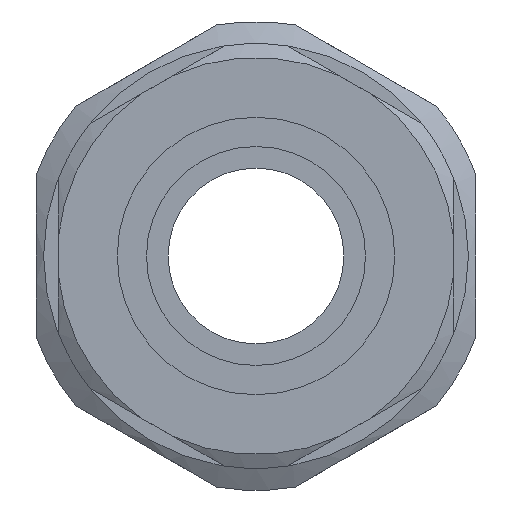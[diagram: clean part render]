
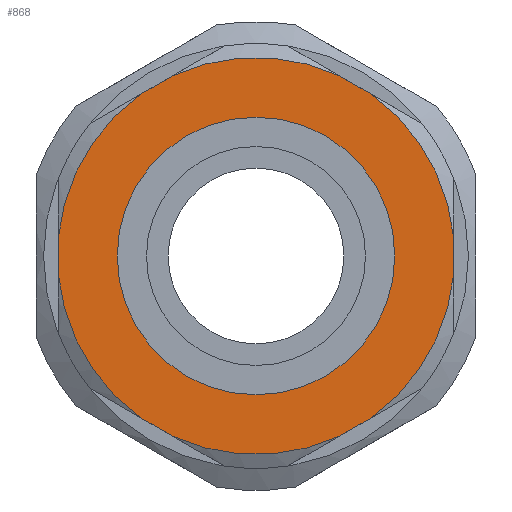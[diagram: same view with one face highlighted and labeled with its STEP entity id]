
A CAD part, front view. The second image highlights one B-rep face of the part: STEP entity #868.
In plain terms, the highlighted planar face has unit normal (0, -1, 0).
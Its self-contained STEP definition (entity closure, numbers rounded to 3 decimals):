
#116=FACE_BOUND('',#200,.T.);
#123=PLANE('',#955);
#145=FACE_OUTER_BOUND('',#199,.T.);
#199=EDGE_LOOP('',(#611,#612,#613,#614,#615,#616,#617,#618,#619,#620,#621,
#622));
#200=EDGE_LOOP('',(#623));
#254=LINE('',#1327,#293);
#255=LINE('',#1331,#294);
#256=LINE('',#1335,#295);
#257=LINE('',#1339,#296);
#258=LINE('',#1343,#297);
#259=LINE('',#1347,#298);
#293=VECTOR('',#1083,10.);
#294=VECTOR('',#1086,10.);
#295=VECTOR('',#1089,10.);
#296=VECTOR('',#1092,10.);
#297=VECTOR('',#1095,10.);
#298=VECTOR('',#1098,10.);
#341=CIRCLE('',#956,13.554);
#342=CIRCLE('',#957,13.554);
#343=CIRCLE('',#958,13.554);
#344=CIRCLE('',#959,13.554);
#345=CIRCLE('',#960,13.554);
#346=CIRCLE('',#961,13.554);
#347=CIRCLE('',#962,9.475);
#393=VERTEX_POINT('',#1325);
#394=VERTEX_POINT('',#1326);
#395=VERTEX_POINT('',#1328);
#396=VERTEX_POINT('',#1330);
#397=VERTEX_POINT('',#1332);
#398=VERTEX_POINT('',#1334);
#399=VERTEX_POINT('',#1336);
#400=VERTEX_POINT('',#1338);
#401=VERTEX_POINT('',#1340);
#402=VERTEX_POINT('',#1342);
#403=VERTEX_POINT('',#1344);
#404=VERTEX_POINT('',#1346);
#405=VERTEX_POINT('',#1349);
#478=EDGE_CURVE('',#393,#394,#254,.T.);
#479=EDGE_CURVE('',#395,#394,#341,.T.);
#480=EDGE_CURVE('',#395,#396,#255,.T.);
#481=EDGE_CURVE('',#397,#396,#342,.T.);
#482=EDGE_CURVE('',#397,#398,#256,.T.);
#483=EDGE_CURVE('',#399,#398,#343,.T.);
#484=EDGE_CURVE('',#399,#400,#257,.T.);
#485=EDGE_CURVE('',#401,#400,#344,.T.);
#486=EDGE_CURVE('',#401,#402,#258,.T.);
#487=EDGE_CURVE('',#403,#402,#345,.T.);
#488=EDGE_CURVE('',#403,#404,#259,.T.);
#489=EDGE_CURVE('',#393,#404,#346,.T.);
#490=EDGE_CURVE('',#405,#405,#347,.T.);
#611=ORIENTED_EDGE('',*,*,#478,.T.);
#612=ORIENTED_EDGE('',*,*,#479,.F.);
#613=ORIENTED_EDGE('',*,*,#480,.T.);
#614=ORIENTED_EDGE('',*,*,#481,.F.);
#615=ORIENTED_EDGE('',*,*,#482,.T.);
#616=ORIENTED_EDGE('',*,*,#483,.F.);
#617=ORIENTED_EDGE('',*,*,#484,.T.);
#618=ORIENTED_EDGE('',*,*,#485,.F.);
#619=ORIENTED_EDGE('',*,*,#486,.T.);
#620=ORIENTED_EDGE('',*,*,#487,.F.);
#621=ORIENTED_EDGE('',*,*,#488,.T.);
#622=ORIENTED_EDGE('',*,*,#489,.F.);
#623=ORIENTED_EDGE('',*,*,#490,.F.);
#868=ADVANCED_FACE('',(#145,#116),#123,.T.);
#955=AXIS2_PLACEMENT_3D('',#1324,#1081,#1082);
#956=AXIS2_PLACEMENT_3D('',#1329,#1084,#1085);
#957=AXIS2_PLACEMENT_3D('',#1333,#1087,#1088);
#958=AXIS2_PLACEMENT_3D('',#1337,#1090,#1091);
#959=AXIS2_PLACEMENT_3D('',#1341,#1093,#1094);
#960=AXIS2_PLACEMENT_3D('',#1345,#1096,#1097);
#961=AXIS2_PLACEMENT_3D('',#1348,#1099,#1100);
#962=AXIS2_PLACEMENT_3D('',#1350,#1101,#1102);
#1081=DIRECTION('center_axis',(0.,-1.,0.));
#1082=DIRECTION('ref_axis',(0.,0.,
-1.));
#1083=DIRECTION('',(-0.866,0.,-0.5));
#1084=DIRECTION('center_axis',(0.,1.,0.));
#1085=DIRECTION('ref_axis',(-1.,0.,0.));
#1086=DIRECTION('',(0.,0.,-1.));
#1087=DIRECTION('center_axis',(0.,1.,0.));
#1088=DIRECTION('ref_axis',(-1.,0.,0.));
#1089=DIRECTION('',(0.866,0.,-0.5));
#1090=DIRECTION('center_axis',(0.,1.,0.));
#1091=DIRECTION('ref_axis',(-1.,0.,0.));
#1092=DIRECTION('',(0.866,0.,0.5));
#1093=DIRECTION('center_axis',(0.,1.,0.));
#1094=DIRECTION('ref_axis',(-1.,0.,0.));
#1095=DIRECTION('',(0.,0.,1.));
#1096=DIRECTION('center_axis',(0.,1.,0.));
#1097=DIRECTION('ref_axis',(-1.,0.,0.));
#1098=DIRECTION('',(-0.866,0.,0.5));
#1099=DIRECTION('center_axis',(0.,1.,0.));
#1100=DIRECTION('ref_axis',(-1.,0.,0.));
#1101=DIRECTION('center_axis',(0.,-1.,0.));
#1102=DIRECTION('ref_axis',(-1.,0.,0.));
#1324=CARTESIAN_POINT('Origin',(130.474,38.8,120.166));
#1325=CARTESIAN_POINT('',(136.532,38.8,132.46));
#1326=CARTESIAN_POINT('',(134.444,38.8,131.254));
#1327=CARTESIAN_POINT('',(127.701,38.8,127.361));
#1328=CARTESIAN_POINT('',(128.738,38.8,121.372));
#1329=CARTESIAN_POINT('Origin',(142.238,38.8,120.166));
#1330=CARTESIAN_POINT('',(128.738,38.8,118.96));
#1331=CARTESIAN_POINT('',(128.738,38.8,116.269));
#1332=CARTESIAN_POINT('',(134.444,38.8,109.077));
#1333=CARTESIAN_POINT('Origin',(142.238,38.8,120.166));
#1334=CARTESIAN_POINT('',(136.532,38.8,107.871));
#1335=CARTESIAN_POINT('',(134.451,38.8,109.073));
#1336=CARTESIAN_POINT('',(147.944,38.8,107.871));
#1337=CARTESIAN_POINT('Origin',(142.238,38.8,120.166));
#1338=CARTESIAN_POINT('',(150.032,38.8,109.077));
#1339=CARTESIAN_POINT('',(147.951,38.8,107.876));
#1340=CARTESIAN_POINT('',(155.738,38.8,118.96));
#1341=CARTESIAN_POINT('Origin',(142.238,38.8,120.166));
#1342=CARTESIAN_POINT('',(155.738,38.8,121.372));
#1343=CARTESIAN_POINT('',(155.738,38.8,124.063));
#1344=CARTESIAN_POINT('',(150.032,38.8,131.254));
#1345=CARTESIAN_POINT('Origin',(142.238,38.8,120.166));
#1346=CARTESIAN_POINT('',(147.944,38.8,132.46));
#1347=CARTESIAN_POINT('',(141.201,38.8,136.353));
#1348=CARTESIAN_POINT('Origin',(142.238,38.8,120.166));
#1349=CARTESIAN_POINT('',(151.713,38.8,120.166));
#1350=CARTESIAN_POINT('Origin',(142.238,38.8,120.166));
